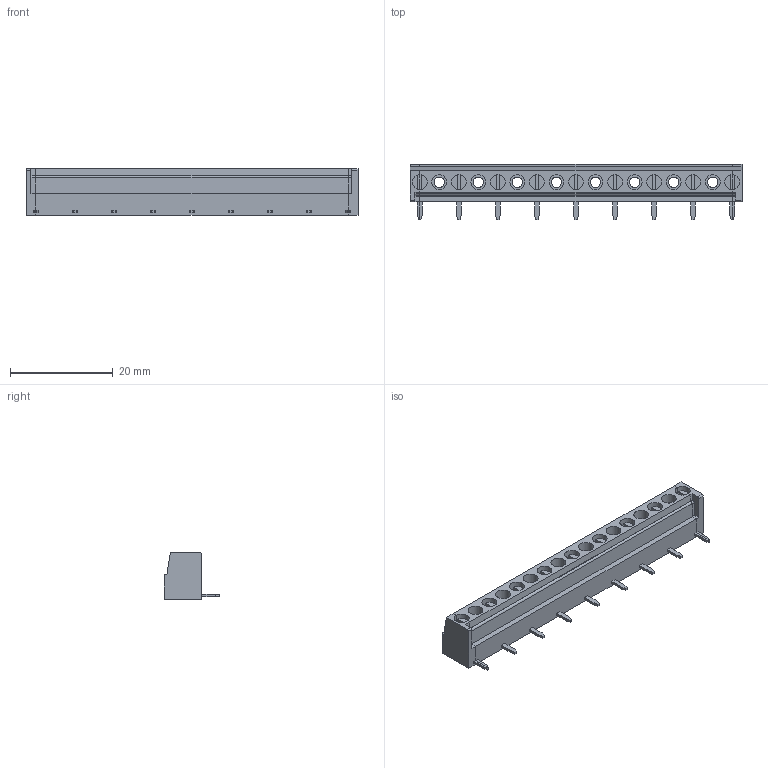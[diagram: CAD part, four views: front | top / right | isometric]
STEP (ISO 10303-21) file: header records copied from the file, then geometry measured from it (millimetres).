
FILE_DESCRIPTION( ( 'Unknown' ), '1' );
FILE_NAME( '691243400009.stp', 'Unknown', ( 'Unknown' ), ( 'Unknown' ), 'PSStep 17.0.49', 'Unknown', ' ' );
FILE_SCHEMA( ( 'AUTOMOTIVE_DESIGN { 1 0 10303 214 1 1 1 1 }' ) );
Length unit declared in the file: millimetre
Products named in the file (4): Assem1; CPA7.62SQ_CNT; CPA7.62SQ_DX; CPA7.62SQ_SX
Assembly tree (3 placements, depth 2):
  Assem1
    CPA7.62SQ_CNT
    CPA7.62SQ_DX
    CPA7.62SQ_SX
Bounding box: 64.77 x 10.8 x 9.1 mm (x, y, z)
Volume: 2598 mm3; surface area: 3853.4 mm2
Topology: 3 solids, 3 shells, 569 faces, 1489 edges, 970 vertices
Faces by surface type: plane 537, cylinder 32
Full cylindrical faces by diameter (mm): 2 x8, 2.9 x15
Entity records: 21620 total; most frequent: CARTESIAN_POINT 2995, ORIENTED_EDGE 2918, DIRECTION 2698, EDGE_CURVE 1459, LINE 1366, VECTOR 1366, VERTEX_POINT 963, EDGE_LOOP 668
